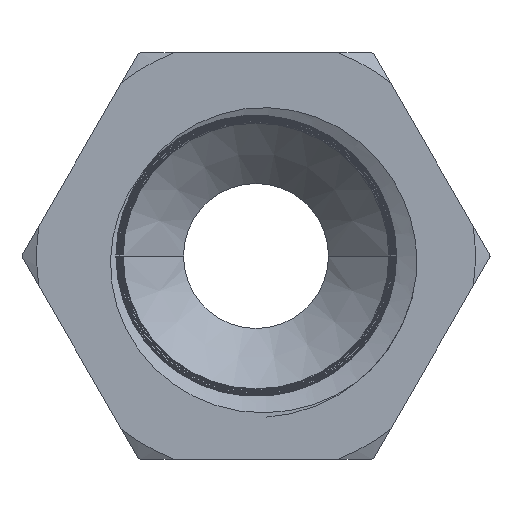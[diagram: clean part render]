
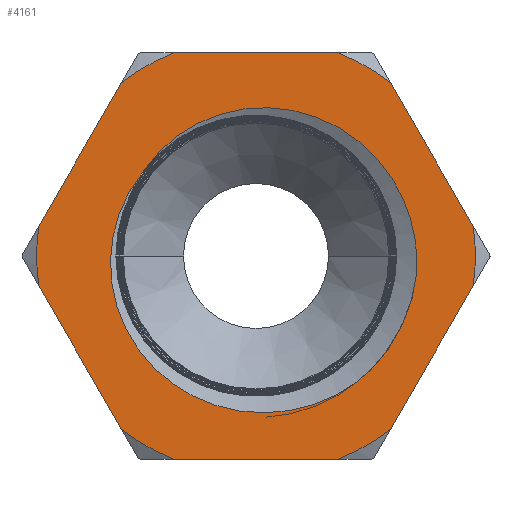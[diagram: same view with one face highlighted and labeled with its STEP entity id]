
A CAD part, left-side view. The second image highlights one B-rep face of the part: STEP entity #4161.
In plain terms, the highlighted planar face has unit normal (-1, 0, 0).
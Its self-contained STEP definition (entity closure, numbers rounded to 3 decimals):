
#121=DIRECTION('',(0.,-0.5,0.866));
#122=VECTOR('',#121,10.973);
#123=CARTESIAN_POINT('',(0.,14.391,1.974));
#124=LINE('',#123,#122);
#125=CARTESIAN_POINT('',(0.,0.,0.));
#126=DIRECTION('',(-1.,0.,0.));
#127=DIRECTION('',(0.,0.378,0.926));
#128=AXIS2_PLACEMENT_3D('',#125,#126,#127);
#130=DIRECTION('',(0.,-1.,0.));
#131=VECTOR('',#130,10.973);
#132=CARTESIAN_POINT('',(0.,5.487,13.45));
#133=LINE('',#132,#131);
#134=CARTESIAN_POINT('',(0.,0.,0.));
#135=DIRECTION('',(-1.,0.,0.));
#136=DIRECTION('',(0.,-0.613,0.79));
#137=AXIS2_PLACEMENT_3D('',#134,#135,#136);
#139=DIRECTION('',(0.,-0.5,-0.866));
#140=VECTOR('',#139,10.973);
#141=CARTESIAN_POINT('',(0.,-8.905,11.476));
#142=LINE('',#141,#140);
#143=DIRECTION('',(0.,0.5,-0.866));
#144=VECTOR('',#143,10.973);
#145=CARTESIAN_POINT('',(0.,-14.391,-1.974));
#146=LINE('',#145,#144);
#147=CARTESIAN_POINT('',(0.,0.,0.));
#148=DIRECTION('',(-1.,0.,0.));
#149=DIRECTION('',(0.,-0.378,-0.926));
#150=AXIS2_PLACEMENT_3D('',#147,#148,#149);
#152=DIRECTION('',(0.,1.,0.));
#153=VECTOR('',#152,10.973);
#154=CARTESIAN_POINT('',(0.,-5.487,-13.45));
#155=LINE('',#154,#153);
#156=CARTESIAN_POINT('',(0.,0.,0.));
#157=DIRECTION('',(-1.,0.,0.));
#158=DIRECTION('',(0.,0.613,-0.79));
#159=AXIS2_PLACEMENT_3D('',#156,#157,#158);
#161=DIRECTION('',(0.,0.5,0.866));
#162=VECTOR('',#161,10.973);
#163=CARTESIAN_POINT('',(0.,8.905,-11.476));
#164=LINE('',#163,#162);
#165=CARTESIAN_POINT('',(0.,7.377,5.713));
#166=CARTESIAN_POINT('',(0.,7.1,6.115));
#167=CARTESIAN_POINT('',(0.,6.49,6.87));
#168=CARTESIAN_POINT('',(0.,5.384,7.87));
#169=CARTESIAN_POINT('',(0.,4.14,8.68));
#170=CARTESIAN_POINT('',(0.,2.77,9.296));
#171=CARTESIAN_POINT('',(0.,1.312,9.694));
#172=CARTESIAN_POINT('',(0.,-0.196,9.863));
#173=CARTESIAN_POINT('',(0.,-1.733,9.795));
#174=CARTESIAN_POINT('',(0.,-3.232,9.492));
#175=CARTESIAN_POINT('',(0.,-4.676,8.963));
#176=CARTESIAN_POINT('',(0.,-6.041,8.209));
#177=CARTESIAN_POINT('',(0.,-7.305,7.228));
#178=CARTESIAN_POINT('',(0.,-8.404,6.053));
#179=CARTESIAN_POINT('',(0.,-9.248,4.814));
#180=CARTESIAN_POINT('',(0.,-9.849,3.606));
#181=CARTESIAN_POINT('',(0.,-10.266,2.424));
#182=CARTESIAN_POINT('',(0.,-10.535,1.248));
#183=CARTESIAN_POINT('',(0.,-10.669,0.046));
#184=CARTESIAN_POINT('',(0.,-10.667,-0.761));
#185=CARTESIAN_POINT('',(0.,-10.642,-1.167));
#187=CARTESIAN_POINT('',(0.,0.,0.));
#188=DIRECTION('',(-1.,0.,0.));
#189=DIRECTION('',(0.,0.791,0.612));
#190=AXIS2_PLACEMENT_3D('',#187,#188,#189);
#192=CARTESIAN_POINT('',(0.,-6.731,-8.316));
#193=CARTESIAN_POINT('',(0.,-6.284,-8.647));
#194=CARTESIAN_POINT('',(0.,-5.351,-9.229));
#195=CARTESIAN_POINT('',(0.,-3.819,-9.882));
#196=CARTESIAN_POINT('',(0.,-2.212,-10.284));
#197=CARTESIAN_POINT('',(0.,-0.575,-10.429));
#198=CARTESIAN_POINT('',(0.,1.066,-10.314));
#199=CARTESIAN_POINT('',(0.,2.651,-9.947));
#200=CARTESIAN_POINT('',(0.,4.174,-9.327));
#201=CARTESIAN_POINT('',(0.,5.557,-8.484));
#202=CARTESIAN_POINT('',(0.,6.788,-7.432));
#203=CARTESIAN_POINT('',(0.,7.826,-6.207));
#204=CARTESIAN_POINT('',(0.,8.649,-4.843));
#205=CARTESIAN_POINT('',(0.,9.242,-3.363));
#206=CARTESIAN_POINT('',(0.,9.586,-1.83));
#207=CARTESIAN_POINT('',(0.,9.678,-0.257));
#208=CARTESIAN_POINT('',(0.,9.517,1.288));
#209=CARTESIAN_POINT('',(0.,9.11,2.787));
#210=CARTESIAN_POINT('',(0.,8.469,4.19));
#211=CARTESIAN_POINT('',(0.,7.904,5.032));
#212=CARTESIAN_POINT('',(0.,7.586,5.432));
#214=CARTESIAN_POINT('',(0.,-10.642,-1.167));
#215=CARTESIAN_POINT('',(0.,-10.591,-1.631));
#216=CARTESIAN_POINT('',(0.,-10.43,-2.543));
#217=CARTESIAN_POINT('',(0.,-10.01,-3.876));
#218=CARTESIAN_POINT('',(0.,-9.419,-5.146));
#219=CARTESIAN_POINT('',(0.,-8.671,-6.323));
#220=CARTESIAN_POINT('',(0.,-7.777,-7.393));
#221=CARTESIAN_POINT('',(0.,-7.095,-8.022));
#222=CARTESIAN_POINT('',(0.,-6.731,-8.316));
#238=CARTESIAN_POINT('',(0.,0.,0.));
#239=DIRECTION('',(-1.,0.,0.));
#240=DIRECTION('',(0.,0.991,0.136));
#241=AXIS2_PLACEMENT_3D('',#238,#239,#240);
#264=CARTESIAN_POINT('',(0.,0.,0.));
#265=DIRECTION('',(-1.,0.,0.));
#266=DIRECTION('',(0.,-0.991,-0.136));
#267=AXIS2_PLACEMENT_3D('',#264,#265,#266);
#3893=CARTESIAN_POINT('',(0.,8.905,-11.476));
#3894=CARTESIAN_POINT('',(0.,5.487,-13.45));
#3895=VERTEX_POINT('',#3893);
#3896=VERTEX_POINT('',#3894);
#3897=CARTESIAN_POINT('',(0.,-5.487,-13.45));
#3898=CARTESIAN_POINT('',(0.,-8.905,-11.476));
#3899=VERTEX_POINT('',#3897);
#3900=VERTEX_POINT('',#3898);
#3901=CARTESIAN_POINT('',(0.,-8.905,11.476));
#3902=CARTESIAN_POINT('',(0.,-5.487,13.45));
#3903=VERTEX_POINT('',#3901);
#3904=VERTEX_POINT('',#3902);
#3905=CARTESIAN_POINT('',(0.,5.487,13.45));
#3906=CARTESIAN_POINT('',(0.,8.905,11.476));
#3907=VERTEX_POINT('',#3905);
#3908=VERTEX_POINT('',#3906);
#3925=CARTESIAN_POINT('',(0.,14.391,-1.974));
#3926=VERTEX_POINT('',#3925);
#3927=CARTESIAN_POINT('',(0.,14.391,1.974));
#3928=VERTEX_POINT('',#3927);
#3929=CARTESIAN_POINT('',(0.,-14.391,1.974));
#3930=VERTEX_POINT('',#3929);
#3931=CARTESIAN_POINT('',(0.,-14.391,-1.974));
#3932=VERTEX_POINT('',#3931);
#3979=VERTEX_POINT('',#165);
#3980=VERTEX_POINT('',#185);
#3981=VERTEX_POINT('',#222);
#3982=VERTEX_POINT('',#212);
#4120=CARTESIAN_POINT('',(0.,0.,0.));
#4121=DIRECTION('',(1.,0.,0.));
#4122=DIRECTION('',(0.,0.,-1.));
#4123=AXIS2_PLACEMENT_3D('',#4120,#4121,#4122);
#4124=PLANE('',#4123);
#4126=ORIENTED_EDGE('',*,*,#4125,.F.);
#4128=ORIENTED_EDGE('',*,*,#4127,.T.);
#4130=ORIENTED_EDGE('',*,*,#4129,.F.);
#4132=ORIENTED_EDGE('',*,*,#4131,.T.);
#4134=ORIENTED_EDGE('',*,*,#4133,.F.);
#4136=ORIENTED_EDGE('',*,*,#4135,.T.);
#4138=ORIENTED_EDGE('',*,*,#4137,.F.);
#4140=ORIENTED_EDGE('',*,*,#4139,.T.);
#4142=ORIENTED_EDGE('',*,*,#4141,.F.);
#4144=ORIENTED_EDGE('',*,*,#4143,.T.);
#4146=ORIENTED_EDGE('',*,*,#4145,.F.);
#4148=ORIENTED_EDGE('',*,*,#4147,.T.);
#4149=EDGE_LOOP('',(#4126,#4128,#4130,#4132,#4134,#4136,#4138,#4140,#4142,#4144,
#4146,#4148));
#4150=FACE_OUTER_BOUND('',#4149,.F.);
#4152=ORIENTED_EDGE('',*,*,#4151,.F.);
#4154=ORIENTED_EDGE('',*,*,#4153,.T.);
#4156=ORIENTED_EDGE('',*,*,#4155,.F.);
#4158=ORIENTED_EDGE('',*,*,#4157,.F.);
#4159=EDGE_LOOP('',(#4152,#4154,#4156,#4158));
#4160=FACE_BOUND('',#4159,.F.);
#129=CIRCLE('',#128,14.526);
#138=CIRCLE('',#137,14.526);
#151=CIRCLE('',#150,14.526);
#160=CIRCLE('',#159,14.526);
#186=B_SPLINE_CURVE_WITH_KNOTS('',3,(#165,#166,#167,#168,#169,#170,#171,#172,
#173,#174,#175,#176,#177,#178,#179,#180,#181,#182,#183,#184,#185),.UNSPECIFIED.,
.F.,.F.,(4,1,1,1,1,1,1,1,1,1,1,1,1,1,1,1,1,1,4),(0.,0.056,
0.111,0.167,0.222,0.278,
0.333,0.389,0.444,0.5,0.556,
0.611,0.667,0.722,0.778,
0.833,0.889,0.944,1.),.UNSPECIFIED.);
#191=CIRCLE('',#190,9.33);
#213=B_SPLINE_CURVE_WITH_KNOTS('',3,(#192,#193,#194,#195,#196,#197,#198,#199,
#200,#201,#202,#203,#204,#205,#206,#207,#208,#209,#210,#211,#212),.UNSPECIFIED.,
.F.,.F.,(4,1,1,1,1,1,1,1,1,1,1,1,1,1,1,1,1,1,4),(0.,0.056,
0.111,0.167,0.222,0.278,
0.333,0.389,0.444,0.5,0.556,
0.611,0.667,0.722,0.778,
0.833,0.889,0.944,1.),.UNSPECIFIED.);
#223=B_SPLINE_CURVE_WITH_KNOTS('',3,(#214,#215,#216,#217,#218,#219,#220,#221,
#222),.UNSPECIFIED.,.F.,.F.,(4,1,1,1,1,1,4),(0.,0.167,
0.333,0.5,0.667,0.833,1.),
.UNSPECIFIED.);
#242=CIRCLE('',#241,14.526);
#268=CIRCLE('',#267,14.526);
#4125=EDGE_CURVE('',#3928,#3926,#242,.T.);
#4127=EDGE_CURVE('',#3928,#3908,#124,.T.);
#4129=EDGE_CURVE('',#3907,#3908,#129,.T.);
#4131=EDGE_CURVE('',#3907,#3904,#133,.T.);
#4133=EDGE_CURVE('',#3903,#3904,#138,.T.);
#4135=EDGE_CURVE('',#3903,#3930,#142,.T.);
#4137=EDGE_CURVE('',#3932,#3930,#268,.T.);
#4139=EDGE_CURVE('',#3932,#3900,#146,.T.);
#4141=EDGE_CURVE('',#3899,#3900,#151,.T.);
#4143=EDGE_CURVE('',#3899,#3896,#155,.T.);
#4145=EDGE_CURVE('',#3895,#3896,#160,.T.);
#4147=EDGE_CURVE('',#3895,#3926,#164,.T.);
#4151=EDGE_CURVE('',#3979,#3980,#186,.T.);
#4153=EDGE_CURVE('',#3979,#3982,#191,.T.);
#4155=EDGE_CURVE('',#3981,#3982,#213,.T.);
#4157=EDGE_CURVE('',#3980,#3981,#223,.T.);
#4161=ADVANCED_FACE('',(#4150,#4160),#4124,.F.);
